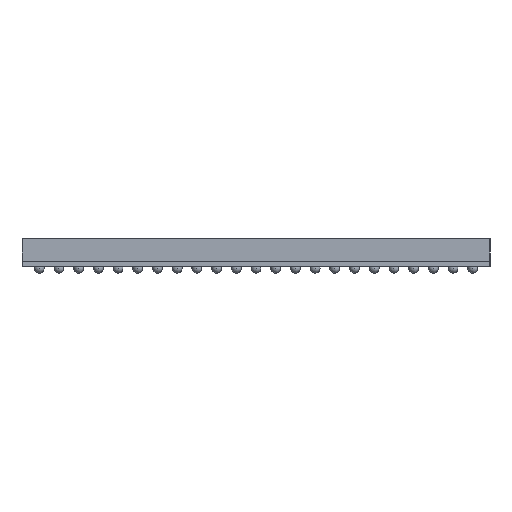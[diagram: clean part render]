
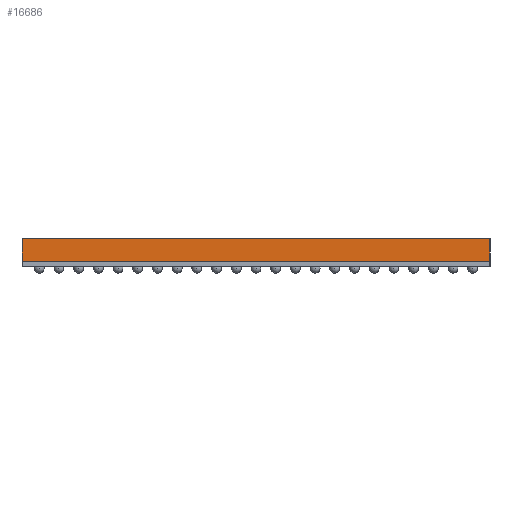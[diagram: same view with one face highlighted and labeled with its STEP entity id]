
A CAD part, left-side view. The second image highlights one B-rep face of the part: STEP entity #16686.
In plain terms, the highlighted planar face has unit normal (-1, 0, 0).
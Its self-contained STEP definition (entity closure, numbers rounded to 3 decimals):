
#132 = LINE ( 'NONE', #4894, #32150 ) ;
#644 = FACE_OUTER_BOUND ( 'NONE', #840, .T. ) ;
#840 = EDGE_LOOP ( 'NONE', ( #28637, #17485, #38006, #45153 ) ) ;
#2756 = DIRECTION ( 'NONE',  ( 0., -1., 0. ) ) ;
#4394 = DIRECTION ( 'NONE',  ( 1., 0., 0. ) ) ;
#4894 = CARTESIAN_POINT ( 'NONE',  ( -9.5, 9.5, 0.9 ) ) ;
#6772 = CARTESIAN_POINT ( 'NONE',  ( -9.5, 9.5, 0.9 ) ) ;
#7183 = LINE ( 'NONE', #31075, #32788 ) ;
#9220 = AXIS2_PLACEMENT_3D ( 'NONE', #45376, #4394, #28569 ) ;
#10939 = LINE ( 'NONE', #11208, #49671 ) ;
#11208 = CARTESIAN_POINT ( 'NONE',  ( -9.5, -9.5, 0.9 ) ) ;
#11822 = CARTESIAN_POINT ( 'NONE',  ( -9.5, -9.5, 0.9 ) ) ;
#13986 = VERTEX_POINT ( 'NONE', #11822 ) ;
#15454 = DIRECTION ( 'NONE',  ( 0., -1., 0. ) ) ;
#16686 = ADVANCED_FACE ( 'NONE', ( #644 ), #49639, .F. ) ;
#17145 = DIRECTION ( 'NONE',  ( 0., 0., -1. ) ) ;
#17485 = ORIENTED_EDGE ( 'NONE', *, *, #41184, .F. ) ;
#17863 = EDGE_CURVE ( 'NONE', #48369, #21811, #7183, .T. ) ;
#18936 = EDGE_CURVE ( 'NONE', #26083, #48369, #132, .T. ) ;
#21811 = VERTEX_POINT ( 'NONE', #44197 ) ;
#22745 = LINE ( 'NONE', #6772, #46902 ) ;
#26043 = CARTESIAN_POINT ( 'NONE',  ( -9.5, 9.5, 0.9 ) ) ;
#26083 = VERTEX_POINT ( 'NONE', #26043 ) ;
#28569 = DIRECTION ( 'NONE',  ( 0., 0., -1. ) ) ;
#28637 = ORIENTED_EDGE ( 'NONE', *, *, #17863, .T. ) ;
#31075 = CARTESIAN_POINT ( 'NONE',  ( -9.5, 9.5, 0. ) ) ;
#32150 = VECTOR ( 'NONE', #17145, 1000. ) ;
#32788 = VECTOR ( 'NONE', #15454, 1000. ) ;
#38006 = ORIENTED_EDGE ( 'NONE', *, *, #43930, .F. ) ;
#41184 = EDGE_CURVE ( 'NONE', #13986, #21811, #10939, .T. ) ;
#43131 = DIRECTION ( 'NONE',  ( 0., 0., -1. ) ) ;
#43930 = EDGE_CURVE ( 'NONE', #26083, #13986, #22745, .T. ) ;
#44197 = CARTESIAN_POINT ( 'NONE',  ( -9.5, -9.5, 0. ) ) ;
#44263 = CARTESIAN_POINT ( 'NONE',  ( -9.5, 9.5, 0. ) ) ;
#45153 = ORIENTED_EDGE ( 'NONE', *, *, #18936, .T. ) ;
#45376 = CARTESIAN_POINT ( 'NONE',  ( -9.5, 9.5, 0.9 ) ) ;
#46902 = VECTOR ( 'NONE', #2756, 1000. ) ;
#48369 = VERTEX_POINT ( 'NONE', #44263 ) ;
#49639 = PLANE ( 'NONE',  #9220 ) ;
#49671 = VECTOR ( 'NONE', #43131, 1000. ) ;
